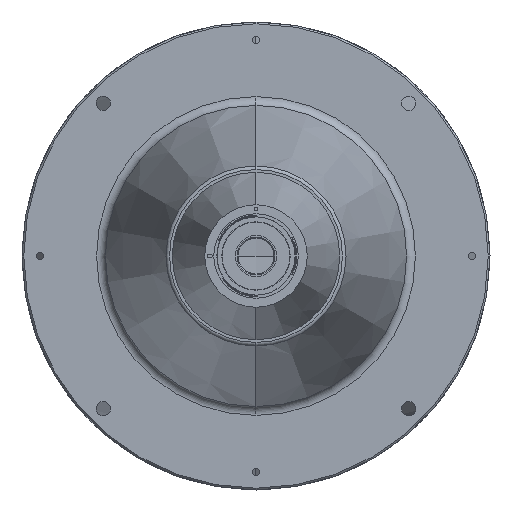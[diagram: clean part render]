
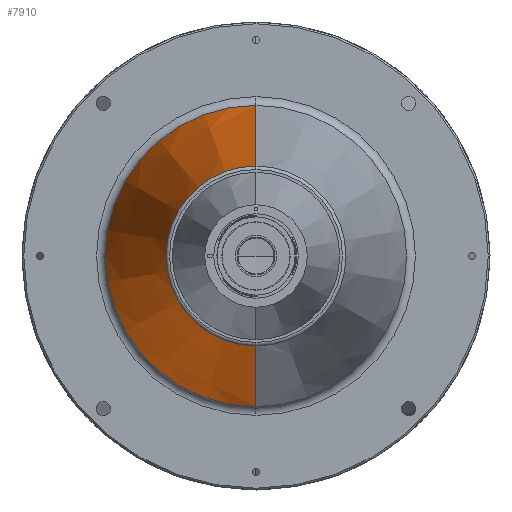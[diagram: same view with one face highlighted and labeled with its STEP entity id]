
A CAD part, left-side view. The second image highlights one B-rep face of the part: STEP entity #7910.
In plain terms, the highlighted conical face has half-angle 13.358 degrees and reference radius 50 mm.
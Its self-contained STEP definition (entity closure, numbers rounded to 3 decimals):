
#276 = CIRCLE ( 'NONE', #982, 50. ) ;
#736 = CARTESIAN_POINT ( 'NONE',  ( 222.174, 0., 0. ) ) ;
#982 = AXIS2_PLACEMENT_3D ( 'NONE', #736, #6394, #1557 ) ;
#1050 = VERTEX_POINT ( 'NONE', #9693 ) ;
#1523 = CARTESIAN_POINT ( 'NONE',  ( 222.174, 0., -50. ) ) ;
#1557 = DIRECTION ( 'NONE',  ( 0., 0., 1. ) ) ;
#2107 = EDGE_CURVE ( 'NONE', #2860, #4838, #8187, .T. ) ;
#2331 = ORIENTED_EDGE ( 'NONE', *, *, #9613, .T. ) ;
#2363 = DIRECTION ( 'NONE',  ( -1., 0., 0. ) ) ;
#2380 = DIRECTION ( 'NONE',  ( 0.973, 0., 0.231 ) ) ;
#2392 = LINE ( 'NONE', #7227, #6691 ) ;
#2803 = CARTESIAN_POINT ( 'NONE',  ( 363.985, 0., -83.675 ) ) ;
#2860 = VERTEX_POINT ( 'NONE', #1523 ) ;
#2894 = CARTESIAN_POINT ( 'NONE',  ( 222.174, 0., -50. ) ) ;
#3049 = ORIENTED_EDGE ( 'NONE', *, *, #7385, .T. ) ;
#3185 = AXIS2_PLACEMENT_3D ( 'NONE', #7207, #2363, #8021 ) ;
#3888 = EDGE_CURVE ( 'NONE', #1050, #2860, #276, .T. ) ;
#3902 = VECTOR ( 'NONE', #10095, 1000. ) ;
#3995 = FACE_OUTER_BOUND ( 'NONE', #6328, .T. ) ;
#4838 = VERTEX_POINT ( 'NONE', #2803 ) ;
#5180 = CARTESIAN_POINT ( 'NONE',  ( 363.985, 0., 83.675 ) ) ;
#5198 = DIRECTION ( 'NONE',  ( 1., 0., 0. ) ) ;
#5249 = CONICAL_SURFACE ( 'NONE', #10319, 50., 0.233 ) ;
#5386 = ORIENTED_EDGE ( 'NONE', *, *, #3888, .F. ) ;
#5971 = CARTESIAN_POINT ( 'NONE',  ( 222.174, 0., 0. ) ) ;
#6328 = EDGE_LOOP ( 'NONE', ( #5386, #2331, #3049, #10245 ) ) ;
#6394 = DIRECTION ( 'NONE',  ( -1., 0., 0. ) ) ;
#6691 = VECTOR ( 'NONE', #2380, 1000. ) ;
#7207 = CARTESIAN_POINT ( 'NONE',  ( 363.985, 0., 0. ) ) ;
#7227 = CARTESIAN_POINT ( 'NONE',  ( 222.174, 0., 50. ) ) ;
#7385 = EDGE_CURVE ( 'NONE', #10352, #4838, #8384, .T. ) ;
#7910 = ADVANCED_FACE ( 'NONE', ( #3995 ), #5249, .T. ) ;
#8021 = DIRECTION ( 'NONE',  ( 0., 0., 1. ) ) ;
#8187 = LINE ( 'NONE', #2894, #3902 ) ;
#8384 = CIRCLE ( 'NONE', #3185, 83.675 ) ;
#8447 = DIRECTION ( 'NONE',  ( 0., 0., -1. ) ) ;
#9613 = EDGE_CURVE ( 'NONE', #1050, #10352, #2392, .T. ) ;
#9693 = CARTESIAN_POINT ( 'NONE',  ( 222.174, 0., 50. ) ) ;
#10095 = DIRECTION ( 'NONE',  ( 0.973, 0., -0.231 ) ) ;
#10245 = ORIENTED_EDGE ( 'NONE', *, *, #2107, .F. ) ;
#10319 = AXIS2_PLACEMENT_3D ( 'NONE', #5971, #5198, #8447 ) ;
#10352 = VERTEX_POINT ( 'NONE', #5180 ) ;
